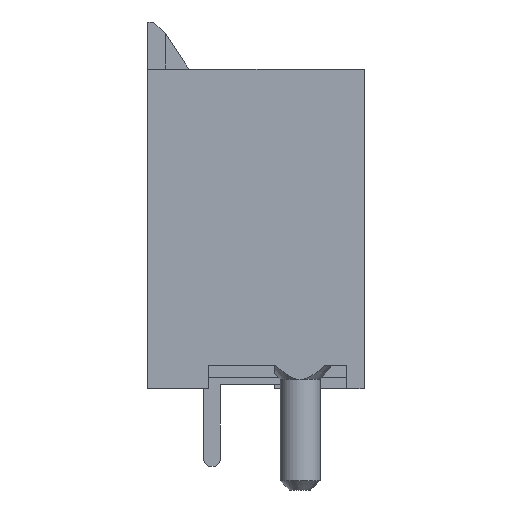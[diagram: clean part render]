
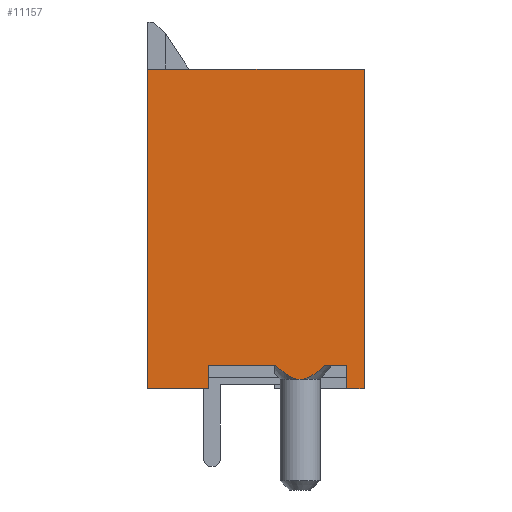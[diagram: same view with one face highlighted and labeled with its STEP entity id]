
A CAD part, left-side view. The second image highlights one B-rep face of the part: STEP entity #11157.
In plain terms, the highlighted planar face has unit normal (-1, 0, 0).
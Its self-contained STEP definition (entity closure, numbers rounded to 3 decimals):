
#26=B_SPLINE_CURVE_WITH_KNOTS('',3,(#15583,#15584,#15585,#15586,#15587,
#15588,#15589,#15590,#15591),.UNSPECIFIED.,.F.,.F.,(4,1,1,1,1,1,4),(0.,
0.25,0.375,0.5,0.625,0.75,1.),.UNSPECIFIED.);
#27=B_SPLINE_CURVE_WITH_KNOTS('',3,(#15593,#15594,#15595,#15596,#15597,
#15598,#15599,#15600,#15601),.UNSPECIFIED.,.F.,.F.,(4,1,1,1,1,1,4),(0.,
0.25,0.375,0.5,0.625,0.75,1.),.UNSPECIFIED.);
#1537=ORIENTED_EDGE('',*,*,#3491,.T.);
#1538=ORIENTED_EDGE('',*,*,#3492,.T.);
#1539=ORIENTED_EDGE('',*,*,#3493,.T.);
#1540=ORIENTED_EDGE('',*,*,#3494,.T.);
#1541=ORIENTED_EDGE('',*,*,#3495,.T.);
#1542=ORIENTED_EDGE('',*,*,#3496,.F.);
#1543=ORIENTED_EDGE('',*,*,#3383,.T.);
#1544=ORIENTED_EDGE('',*,*,#3318,.T.);
#1545=ORIENTED_EDGE('',*,*,#3297,.F.);
#1546=ORIENTED_EDGE('',*,*,#3489,.F.);
#1547=ORIENTED_EDGE('',*,*,#3497,.T.);
#3297=EDGE_CURVE('',#4440,#4441,#5376,.T.);
#3318=EDGE_CURVE('',#4455,#4441,#5393,.T.);
#3383=EDGE_CURVE('',#4497,#4455,#5458,.T.);
#3489=EDGE_CURVE('',#4547,#4440,#5564,.T.);
#3491=EDGE_CURVE('',#4548,#4549,#5566,.T.);
#3492=EDGE_CURVE('',#4549,#4550,#26,.T.);
#3493=EDGE_CURVE('',#4550,#4551,#27,.T.);
#3494=EDGE_CURVE('',#4551,#4552,#5567,.T.);
#3495=EDGE_CURVE('',#4552,#4553,#5568,.T.);
#3496=EDGE_CURVE('',#4497,#4553,#5569,.T.);
#3497=EDGE_CURVE('',#4547,#4548,#5570,.T.);
#4440=VERTEX_POINT('',#15198);
#4441=VERTEX_POINT('',#15200);
#4455=VERTEX_POINT('',#15240);
#4497=VERTEX_POINT('',#15356);
#4547=VERTEX_POINT('',#15576);
#4548=VERTEX_POINT('',#15581);
#4549=VERTEX_POINT('',#15582);
#4550=VERTEX_POINT('',#15592);
#4551=VERTEX_POINT('',#15602);
#4552=VERTEX_POINT('',#15604);
#4553=VERTEX_POINT('',#15606);
#5376=LINE('',#15199,#6432);
#5393=LINE('',#15239,#6449);
#5458=LINE('',#15355,#6514);
#5564=LINE('',#15577,#6620);
#5566=LINE('',#15580,#6622);
#5567=LINE('',#15603,#6623);
#5568=LINE('',#15605,#6624);
#5569=LINE('',#15607,#6625);
#5570=LINE('',#15608,#6626);
#6432=VECTOR('',#12669,1000.);
#6449=VECTOR('',#12704,1000.);
#6514=VECTOR('',#12787,1000.);
#6620=VECTOR('',#13023,1000.);
#6622=VECTOR('',#13027,1000.);
#6623=VECTOR('',#13028,1000.);
#6624=VECTOR('',#13029,1000.);
#6625=VECTOR('',#13030,1000.);
#6626=VECTOR('',#13031,1000.);
#7188=EDGE_LOOP('',(#1537,#1538,#1539,#1540,#1541,#1542,#1543,#1544,#1545,
#1546,#1547));
#7603=FACE_BOUND('',#7188,.T.);
#8006=PLANE('',#11577);
#11157=ADVANCED_FACE('',(#7603),#8006,.F.);
#11577=AXIS2_PLACEMENT_3D('',#15579,#13025,#13026);
#12669=DIRECTION('',(0.,-1.,0.));
#12704=DIRECTION('',(0.,0.,1.));
#12787=DIRECTION('',(0.,-1.,0.));
#13023=DIRECTION('',(0.,0.,1.));
#13025=DIRECTION('',(1.,0.,0.));
#13026=DIRECTION('',(0.,0.,-1.));
#13027=DIRECTION('',(0.,0.,-1.));
#13028=DIRECTION('',(0.,0.,-1.));
#13029=DIRECTION('',(0.,1.,0.));
#13030=DIRECTION('',(0.,0.,1.));
#13031=DIRECTION('',(0.,-1.,0.));
#15198=CARTESIAN_POINT('',(-10.85,13.6,4.6));
#15199=CARTESIAN_POINT('',(-10.85,13.6,4.6));
#15200=CARTESIAN_POINT('',(-10.85,0.,4.6));
#15239=CARTESIAN_POINT('',(-10.85,0.,-4.6));
#15240=CARTESIAN_POINT('',(-10.85,0.,-4.6));
#15355=CARTESIAN_POINT('',(-10.85,13.6,-4.6));
#15356=CARTESIAN_POINT('',(-10.85,13.6,-4.6));
#15576=CARTESIAN_POINT('',(-10.85,13.6,2.));
#15577=CARTESIAN_POINT('',(-10.85,13.6,-4.6));
#15579=CARTESIAN_POINT('',(-10.85,13.6,-4.6));
#15580=CARTESIAN_POINT('',(-10.85,12.6,-0.8));
#15581=CARTESIAN_POINT('',(-10.85,12.6,2.));
#15582=CARTESIAN_POINT('',(-10.85,12.6,-0.826));
#15583=CARTESIAN_POINT('',(-10.85,12.6,-0.826));
#15584=CARTESIAN_POINT('',(-10.85,12.684,-0.916));
#15585=CARTESIAN_POINT('',(-10.85,12.793,-1.04));
#15586=CARTESIAN_POINT('',(-10.85,12.916,-1.197));
#15587=CARTESIAN_POINT('',(-10.85,12.976,-1.277));
#15588=CARTESIAN_POINT('',(-10.85,13.087,-1.457));
#15589=CARTESIAN_POINT('',(-10.85,13.171,-1.648));
#15590=CARTESIAN_POINT('',(-10.85,13.2,-1.788));
#15591=CARTESIAN_POINT('',(-10.85,13.2,-1.875));
#15592=CARTESIAN_POINT('',(-10.85,13.2,-1.875));
#15593=CARTESIAN_POINT('',(-10.85,13.2,-1.875));
#15594=CARTESIAN_POINT('',(-10.85,13.2,-1.96));
#15595=CARTESIAN_POINT('',(-10.85,13.172,-2.098));
#15596=CARTESIAN_POINT('',(-10.85,13.089,-2.288));
#15597=CARTESIAN_POINT('',(-10.85,12.982,-2.464));
#15598=CARTESIAN_POINT('',(-10.85,12.922,-2.546));
#15599=CARTESIAN_POINT('',(-10.85,12.798,-2.705));
#15600=CARTESIAN_POINT('',(-10.85,12.686,-2.831));
#15601=CARTESIAN_POINT('',(-10.85,12.6,-2.924));
#15602=CARTESIAN_POINT('',(-10.85,12.6,-2.924));
#15603=CARTESIAN_POINT('',(-10.85,12.6,-0.8));
#15604=CARTESIAN_POINT('',(-10.85,12.6,-3.85));
#15605=CARTESIAN_POINT('',(-10.85,12.6,-3.85));
#15606=CARTESIAN_POINT('',(-10.85,13.6,-3.85));
#15607=CARTESIAN_POINT('',(-10.85,13.6,-4.6));
#15608=CARTESIAN_POINT('',(-10.85,12.6,2.));
